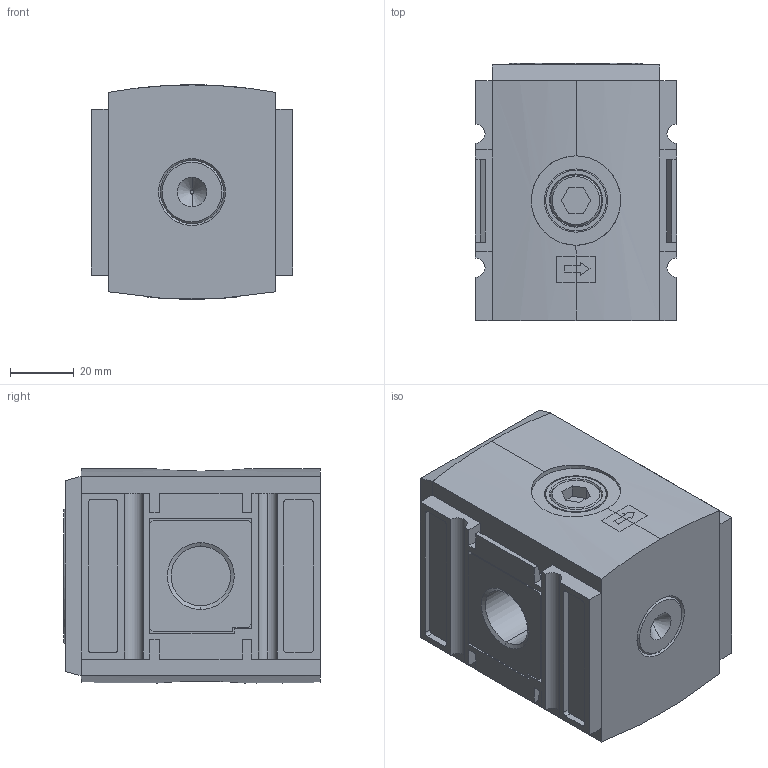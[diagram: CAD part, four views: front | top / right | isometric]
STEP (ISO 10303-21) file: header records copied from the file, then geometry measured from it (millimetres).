
FILE_DESCRIPTION (( 'STEP AP214' ), '1' );
FILE_NAME ('KN-KREV212.STEP', '2018-08-29T15:04:23', ( '' ), ( '' ), 'SwSTEP 2.0', 'SolidWorks 2018', '' );
FILE_SCHEMA (( 'AUTOMOTIVE_DESIGN' ));
Length unit declared in the file: millimetre
Products named in the file (1): KN-KREV212
Bounding box: 63 x 80.5 x 67.16 mm (x, y, z)
Surface area: 36804 mm2 (no closed solid volume)
Topology: 0 solids, 4 shells, 299 faces, 761 edges, 504 vertices
Faces by surface type: plane 190, cylinder 75, cone 30, bspline 2, torus 2
Entity records: 11324 total; most frequent: CARTESIAN_POINT 2056, DIRECTION 1535, ORIENTED_EDGE 1512, EDGE_CURVE 761, VECTOR 543, LINE 543, VERTEX_POINT 504, AXIS2_PLACEMENT_3D 496
